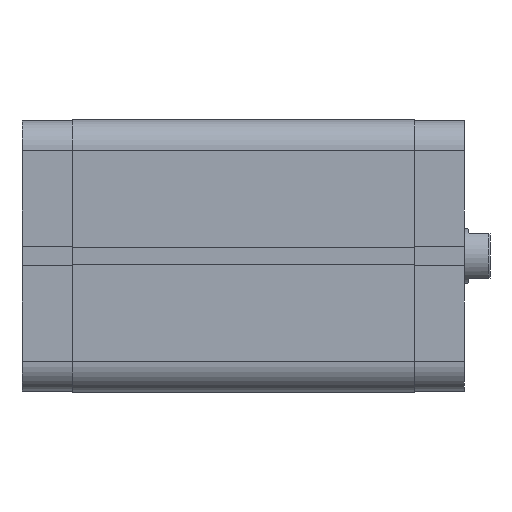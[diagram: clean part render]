
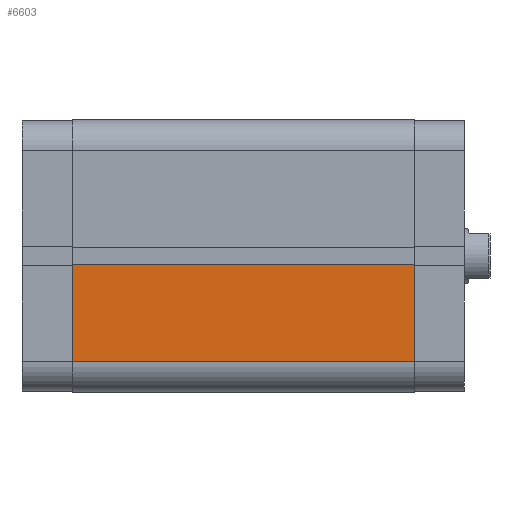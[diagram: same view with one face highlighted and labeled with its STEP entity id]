
A CAD part, front view. The second image highlights one B-rep face of the part: STEP entity #6603.
In plain terms, the highlighted planar face has unit normal (0, -1, 0).
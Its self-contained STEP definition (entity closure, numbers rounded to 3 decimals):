
#19 = EDGE_LOOP ( 'NONE', ( #947, #944, #768, #793 ) ) ;
#216 = VERTEX_POINT ( 'NONE', #548 ) ;
#218 = VERTEX_POINT ( 'NONE', #550 ) ;
#235 = VERTEX_POINT ( 'NONE', #3081 ) ;
#236 = VERTEX_POINT ( 'NONE', #3079 ) ;
#548 = CARTESIAN_POINT ( 'NONE',  ( -31., -40., 0. ) ) ;
#550 = CARTESIAN_POINT ( 'NONE',  ( -2.6, -40., 100.5 ) ) ;
#768 = ORIENTED_EDGE ( 'NONE', *, *, #5187, .F. ) ;
#793 = ORIENTED_EDGE ( 'NONE', *, *, #5188, .T. ) ;
#944 = ORIENTED_EDGE ( 'NONE', *, *, #5191, .F. ) ;
#947 = ORIENTED_EDGE ( 'NONE', *, *, #5192, .T. ) ;
#2418 = LINE ( 'NONE', #5295, #2419 ) ;
#2419 = VECTOR ( 'NONE', #5296, 1000. ) ;
#2420 = LINE ( 'NONE', #5298, #2421 ) ;
#2421 = VECTOR ( 'NONE', #5299, 1000. ) ;
#2424 = LINE ( 'NONE', #5297, #2428 ) ;
#2426 = LINE ( 'NONE', #5305, #2427 ) ;
#2427 = VECTOR ( 'NONE', #5306, 1000. ) ;
#2428 = VECTOR ( 'NONE', #5308, 1000. ) ;
#2936 = FACE_OUTER_BOUND ( 'NONE', #19, .T. ) ;
#3079 = CARTESIAN_POINT ( 'NONE',  ( -31., -40., 100.5 ) ) ;
#3081 = CARTESIAN_POINT ( 'NONE',  ( -2.6, -40., 0. ) ) ;
#5043 = AXIS2_PLACEMENT_3D ( 'NONE', #6201, #6207, #6208 ) ;
#5187 = EDGE_CURVE ( 'NONE', #236, #218, #2418, .T. ) ;
#5188 = EDGE_CURVE ( 'NONE', #236, #216, #2420, .T. ) ;
#5191 = EDGE_CURVE ( 'NONE', #218, #235, #2426, .T. ) ;
#5192 = EDGE_CURVE ( 'NONE', #216, #235, #2424, .T. ) ;
#5295 = CARTESIAN_POINT ( 'NONE',  ( 0., -40., 100.5 ) ) ;
#5296 = DIRECTION ( 'NONE',  ( 1., 0., 0. ) ) ;
#5297 = CARTESIAN_POINT ( 'NONE',  ( 0., -40., 0. ) ) ;
#5298 = CARTESIAN_POINT ( 'NONE',  ( -31., -40., 100.5 ) ) ;
#5299 = DIRECTION ( 'NONE',  ( 0., 0., -1. ) ) ;
#5305 = CARTESIAN_POINT ( 'NONE',  ( -2.6, -40., 100.5 ) ) ;
#5306 = DIRECTION ( 'NONE',  ( 0., 0., -1. ) ) ;
#5308 = DIRECTION ( 'NONE',  ( 1., 0., 0. ) ) ;
#6198 = PLANE ( 'NONE',  #5043 ) ;
#6201 = CARTESIAN_POINT ( 'NONE',  ( 0., -40., 100.5 ) ) ;
#6207 = DIRECTION ( 'NONE',  ( 0., 1., 0. ) ) ;
#6208 = DIRECTION ( 'NONE',  ( 0., 0., 1. ) ) ;
#6603 = ADVANCED_FACE ( 'NONE', ( #2936 ), #6198, .F. ) ;
